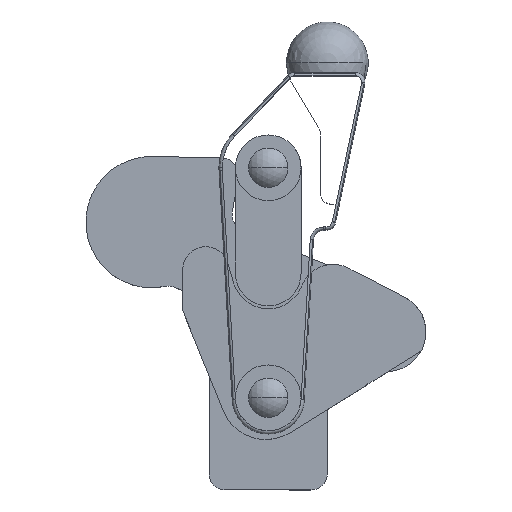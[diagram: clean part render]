
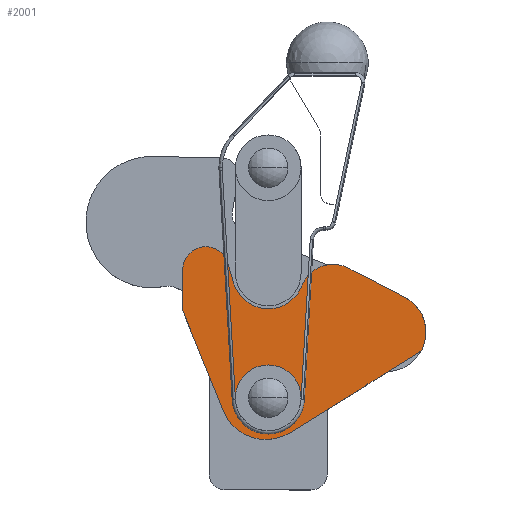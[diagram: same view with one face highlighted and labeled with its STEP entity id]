
A CAD part, top view. The second image highlights one B-rep face of the part: STEP entity #2001.
In plain terms, the highlighted planar face has unit normal (0, 0, 1).
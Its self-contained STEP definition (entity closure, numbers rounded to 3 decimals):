
#593=CARTESIAN_POINT('',(719.134,-89.469,-42.06));
#594=VERTEX_POINT('',#593);
#603=CARTESIAN_POINT('',(727.013,-90.02,-42.06));
#604=VERTEX_POINT('',#603);
#605=CARTESIAN_POINT('',(722.433,-98.909,-42.06));
#606=DIRECTION('',(0.,0.,-1.));
#607=DIRECTION('',(-0.33,0.944,0.));
#608=AXIS2_PLACEMENT_3D('',#605,#606,#607);
#609=CIRCLE('',#608,10.);
#610=EDGE_CURVE('',#594,#604,#609,.T.);
#635=CARTESIAN_POINT('',(682.77,-83.638,-42.06));
#636=VERTEX_POINT('',#635);
#645=CARTESIAN_POINT('',(690.477,-88.622,-42.06));
#646=VERTEX_POINT('',#645);
#647=CARTESIAN_POINT('',(683.753,-90.569,-42.06));
#648=DIRECTION('',(0.,0.,-1.));
#649=DIRECTION('',(-0.14,0.99,0.));
#650=AXIS2_PLACEMENT_3D('',#647,#648,#649);
#651=CIRCLE('',#650,7.);
#652=EDGE_CURVE('',#636,#646,#651,.T.);
#677=CARTESIAN_POINT('',(701.979,-102.442,-42.06));
#678=VERTEX_POINT('',#677);
#687=CARTESIAN_POINT('',(712.785,-95.981,-42.06));
#688=VERTEX_POINT('',#687);
#689=CARTESIAN_POINT('',(702.753,-91.469,-42.06));
#690=DIRECTION('',(0.,0.,1.));
#691=DIRECTION('',(-0.07,-0.998,0.));
#692=AXIS2_PLACEMENT_3D('',#689,#690,#691);
#693=CIRCLE('',#692,11.);
#694=EDGE_CURVE('',#678,#688,#693,.T.);
#721=CARTESIAN_POINT('',(698.253,-129.569,-42.06));
#722=VERTEX_POINT('',#721);
#738=CARTESIAN_POINT('',(707.253,-129.569,-42.06));
#739=VERTEX_POINT('',#738);
#746=CARTESIAN_POINT('',(702.753,-129.569,-42.06));
#747=DIRECTION('',(0.0,0.0,-1.0));
#748=DIRECTION('',(-1.0,0.0,0.0));
#749=AXIS2_PLACEMENT_3D('',#746,#747,#748);
#750=CIRCLE('',#749,4.5);
#751=EDGE_CURVE('',#722,#739,#750,.T.);
#761=CARTESIAN_POINT('',(750.746,-109.957,-42.06));
#762=VERTEX_POINT('',#761);
#771=CARTESIAN_POINT('',(749.234,-115.412,-42.06));
#772=VERTEX_POINT('',#771);
#773=CARTESIAN_POINT('',(738.753,-109.569,-42.06));
#774=DIRECTION('',(0.,0.,-1.0));
#775=DIRECTION('',(0.999,-0.032,0.));
#776=AXIS2_PLACEMENT_3D('',#773,#774,#775);
#777=CIRCLE('',#776,12.);
#778=EDGE_CURVE('',#762,#772,#777,.T.);
#805=CARTESIAN_POINT('',(697.672,-141.559,-42.06));
#806=VERTEX_POINT('',#805);
#822=CARTESIAN_POINT('',(709.404,-140.145,-42.06));
#823=VERTEX_POINT('',#822);
#830=CARTESIAN_POINT('',(702.019,-128.251,-42.06));
#831=DIRECTION('',(0.,0.,-1.));
#832=DIRECTION('',(-0.31,-0.951,0.));
#833=AXIS2_PLACEMENT_3D('',#830,#831,#832);
#834=CIRCLE('',#833,14.);
#835=EDGE_CURVE('',#823,#806,#834,.T.);
#1532=CARTESIAN_POINT('',(689.037,-133.493,-42.06));
#1533=VERTEX_POINT('',#1532);
#1534=CARTESIAN_POINT('',(702.019,-128.251,-42.06));
#1535=DIRECTION('',(0.,0.,-1.));
#1536=DIRECTION('',(-0.31,-0.951,0.));
#1537=AXIS2_PLACEMENT_3D('',#1534,#1535,#1536);
#1538=CIRCLE('',#1537,14.);
#1539=EDGE_CURVE('',#806,#1533,#1538,.T.);
#1690=CARTESIAN_POINT('',(676.753,-103.069,-42.06));
#1691=VERTEX_POINT('',#1690);
#1692=CARTESIAN_POINT('',(689.037,-133.493,-42.06));
#1693=DIRECTION('',(-0.374,0.927,0.));
#1694=VECTOR('',#1693,32.81);
#1695=LINE('',#1692,#1694);
#1696=EDGE_CURVE('',#1533,#1691,#1695,.T.);
#1715=CARTESIAN_POINT('',(732.309,-125.922,-42.06));
#1716=VERTEX_POINT('',#1715);
#1723=CARTESIAN_POINT('',(732.309,-125.922,-42.06));
#1724=DIRECTION('',(-0.85,-0.528,0.0));
#1725=VECTOR('',#1724,26.961);
#1726=LINE('',#1723,#1725);
#1727=EDGE_CURVE('',#1716,#823,#1726,.T.);
#1738=CARTESIAN_POINT('',(734.756,-124.402,-42.06));
#1739=VERTEX_POINT('',#1738);
#1740=CARTESIAN_POINT('',(749.234,-115.412,-42.06));
#1741=DIRECTION('',(-0.85,-0.528,0.0));
#1742=VECTOR('',#1741,17.042);
#1743=LINE('',#1740,#1742);
#1744=EDGE_CURVE('',#772,#1739,#1743,.T.);
#1764=CARTESIAN_POINT('',(738.753,-133.569,-42.06));
#1765=DIRECTION('',(0.,0.,1.0));
#1766=DIRECTION('',(-0.837,0.548,0.));
#1767=AXIS2_PLACEMENT_3D('',#1764,#1765,#1766);
#1768=CIRCLE('',#1767,10.);
#1769=EDGE_CURVE('',#1739,#1716,#1768,.T.);
#1781=CARTESIAN_POINT('',(744.25,-98.902,-42.06));
#1782=VERTEX_POINT('',#1781);
#1789=CARTESIAN_POINT('',(738.753,-109.569,-42.06));
#1790=DIRECTION('',(0.,0.,-1.0));
#1791=DIRECTION('',(0.999,-0.032,0.));
#1792=AXIS2_PLACEMENT_3D('',#1789,#1790,#1791);
#1793=CIRCLE('',#1792,12.);
#1794=EDGE_CURVE('',#1782,#762,#1793,.T.);
#1805=CARTESIAN_POINT('',(702.753,-129.569,-42.06));
#1806=DIRECTION('',(0.0,0.0,-1.0));
#1807=DIRECTION('',(-1.0,0.0,0.0));
#1808=AXIS2_PLACEMENT_3D('',#1805,#1806,#1807);
#1809=CIRCLE('',#1808,4.5);
#1810=EDGE_CURVE('',#739,#722,#1809,.T.);
#1824=CARTESIAN_POINT('',(713.313,-94.807,-42.06));
#1825=VERTEX_POINT('',#1824);
#1826=CARTESIAN_POINT('',(712.785,-95.981,-42.06));
#1827=DIRECTION('',(0.41,0.912,0.0));
#1828=VECTOR('',#1827,1.287);
#1829=LINE('',#1826,#1828);
#1830=EDGE_CURVE('',#688,#1825,#1829,.T.);
#1848=CARTESIAN_POINT('',(692.187,-94.528,-42.06));
#1849=VERTEX_POINT('',#1848);
#1856=CARTESIAN_POINT('',(702.753,-91.469,-42.06));
#1857=DIRECTION('',(0.,0.,1.));
#1858=DIRECTION('',(-0.07,-0.998,0.));
#1859=AXIS2_PLACEMENT_3D('',#1856,#1857,#1858);
#1860=CIRCLE('',#1859,11.);
#1861=EDGE_CURVE('',#1849,#678,#1860,.T.);
#1873=CARTESIAN_POINT('',(690.477,-88.622,-42.06));
#1874=DIRECTION('',(0.278,-0.961,0.));
#1875=VECTOR('',#1874,6.149);
#1876=LINE('',#1873,#1875);
#1877=EDGE_CURVE('',#646,#1849,#1876,.T.);
#1890=CARTESIAN_POINT('',(676.753,-90.569,-42.06));
#1891=VERTEX_POINT('',#1890);
#1898=CARTESIAN_POINT('',(683.753,-90.569,-42.06));
#1899=DIRECTION('',(0.,0.,-1.));
#1900=DIRECTION('',(-0.14,0.99,0.));
#1901=AXIS2_PLACEMENT_3D('',#1898,#1899,#1900);
#1902=CIRCLE('',#1901,7.);
#1903=EDGE_CURVE('',#1891,#636,#1902,.T.);
#1914=CARTESIAN_POINT('',(676.753,-103.069,-42.06));
#1915=DIRECTION('',(0.0,1.0,0.0));
#1916=VECTOR('',#1915,12.5);
#1917=LINE('',#1914,#1916);
#1918=EDGE_CURVE('',#1691,#1891,#1917,.T.);
#1932=CARTESIAN_POINT('',(727.013,-90.02,-42.06));
#1933=DIRECTION('',(0.889,-0.458,0.));
#1934=VECTOR('',#1933,19.39);
#1935=LINE('',#1932,#1934);
#1936=EDGE_CURVE('',#604,#1782,#1935,.T.);
#1950=CARTESIAN_POINT('',(722.433,-98.909,-42.06));
#1951=DIRECTION('',(0.,0.,-1.));
#1952=DIRECTION('',(-0.33,0.944,0.));
#1953=AXIS2_PLACEMENT_3D('',#1950,#1951,#1952);
#1954=CIRCLE('',#1953,10.);
#1955=EDGE_CURVE('',#1825,#594,#1954,.T.);
#1972=CARTESIAN_POINT('',(738.753,-109.569,-42.06));
#1973=DIRECTION('',(0.0,0.0,-1.0));
#1974=DIRECTION('',(-1.0,0.0,0.0));
#1975=AXIS2_PLACEMENT_3D('',#1972,#1973,#1974);
#1976=PLANE('',#1975);
#1977=ORIENTED_EDGE('',*,*,#835,.F.);
#1978=ORIENTED_EDGE('',*,*,#1727,.F.);
#1979=ORIENTED_EDGE('',*,*,#1769,.F.);
#1980=ORIENTED_EDGE('',*,*,#1744,.F.);
#1981=ORIENTED_EDGE('',*,*,#778,.F.);
#1982=ORIENTED_EDGE('',*,*,#1794,.F.);
#1983=ORIENTED_EDGE('',*,*,#1936,.F.);
#1984=ORIENTED_EDGE('',*,*,#610,.F.);
#1985=ORIENTED_EDGE('',*,*,#1955,.F.);
#1986=ORIENTED_EDGE('',*,*,#1830,.F.);
#1987=ORIENTED_EDGE('',*,*,#694,.F.);
#1988=ORIENTED_EDGE('',*,*,#1861,.F.);
#1989=ORIENTED_EDGE('',*,*,#1877,.F.);
#1990=ORIENTED_EDGE('',*,*,#652,.F.);
#1991=ORIENTED_EDGE('',*,*,#1903,.F.);
#1992=ORIENTED_EDGE('',*,*,#1918,.F.);
#1993=ORIENTED_EDGE('',*,*,#1696,.F.);
#1994=ORIENTED_EDGE('',*,*,#1539,.F.);
#1995=EDGE_LOOP('',(#1977,#1978,#1979,#1980,#1981,#1982,#1983,#1984,#1985,#1986,#1987,#1988,#1989,#1990,#1991,#1992,#1993,#1994));
#1996=FACE_OUTER_BOUND('',#1995,.T.);
#1997=ORIENTED_EDGE('',*,*,#751,.T.);
#1998=ORIENTED_EDGE('',*,*,#1810,.T.);
#1999=EDGE_LOOP('',(#1997,#1998));
#2000=FACE_BOUND('',#1999,.T.);
#2001=ADVANCED_FACE('',(#1996,#2000),#1976,.F.);
